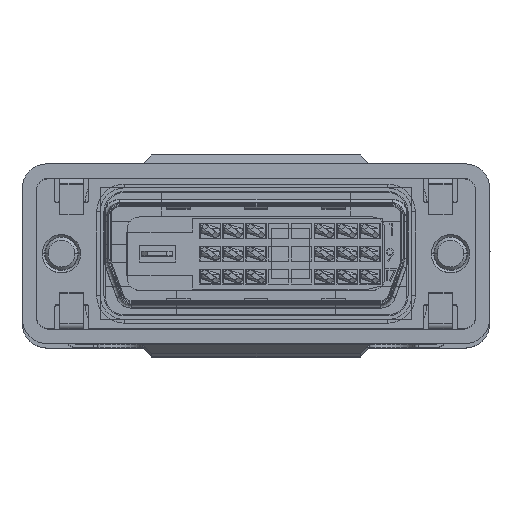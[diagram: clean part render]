
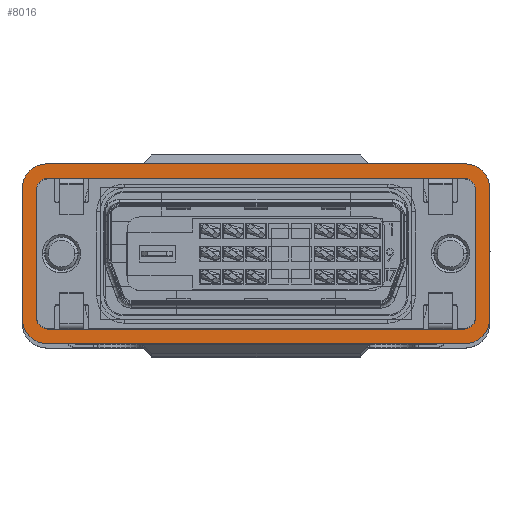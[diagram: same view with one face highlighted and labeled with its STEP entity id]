
A CAD part, top view. The second image highlights one B-rep face of the part: STEP entity #8016.
In plain terms, the highlighted face is planar.
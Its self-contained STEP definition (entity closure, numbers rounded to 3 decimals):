
#8016 = ADVANCED_FACE ( 'NONE', ( #53871, #53877 ), #59036, .T. ) ;
#15153 = DIRECTION ( 'NONE',  ( 1., 0., 0. ) ) ;
#15169 = CARTESIAN_POINT ( 'NONE',  ( 19.5, -7.5, 0. ) ) ;
#15754 = CARTESIAN_POINT ( 'NONE',  ( 19.5, 7.5, 0. ) ) ;
#15758 = DIRECTION ( 'NONE',  ( -1., 0., 0. ) ) ;
#15944 = CARTESIAN_POINT ( 'NONE',  ( 17.35, 6.3, 0. ) ) ;
#15951 = CARTESIAN_POINT ( 'NONE',  ( 17.35, 5.3, 0. ) ) ;
#15954 = DIRECTION ( 'NONE',  ( 0., 0., -1. ) ) ;
#15956 = DIRECTION ( 'NONE',  ( 1., 0., 0. ) ) ;
#15961 = DIRECTION ( 'NONE',  ( 1., 0., 0. ) ) ;
#15981 = CARTESIAN_POINT ( 'NONE',  ( -17.35, 5.3, 0. ) ) ;
#15984 = DIRECTION ( 'NONE',  ( 0., 0., -1. ) ) ;
#15987 = DIRECTION ( 'NONE',  ( 1., 0., 0. ) ) ;
#15991 = CARTESIAN_POINT ( 'NONE',  ( -18.35, -5.3, 0. ) ) ;
#15996 = DIRECTION ( 'NONE',  ( 0., 1., 0. ) ) ;
#16007 = CARTESIAN_POINT ( 'NONE',  ( 17.35, -6.3, 0. ) ) ;
#16014 = CARTESIAN_POINT ( 'NONE',  ( -17.35, -5.3, 0. ) ) ;
#16017 = DIRECTION ( 'NONE',  ( 0., 0., -1. ) ) ;
#16019 = DIRECTION ( 'NONE',  ( -1., 0., 0. ) ) ;
#16024 = DIRECTION ( 'NONE',  ( -1., 0., 0. ) ) ;
#16038 = CARTESIAN_POINT ( 'NONE',  ( 18.35, -5.3, 0. ) ) ;
#16045 = CARTESIAN_POINT ( 'NONE',  ( 17.35, -5.3, 0. ) ) ;
#16048 = DIRECTION ( 'NONE',  ( 0., 0., -1. ) ) ;
#16051 = DIRECTION ( 'NONE',  ( 1., 0., 0. ) ) ;
#16055 = DIRECTION ( 'NONE',  ( 0., -1., 0. ) ) ;
#16077 = CARTESIAN_POINT ( 'NONE',  ( 17.5, 5.5, 0. ) ) ;
#16080 = DIRECTION ( 'NONE',  ( 0., 0., -1. ) ) ;
#16082 = DIRECTION ( 'NONE',  ( -1., 0., 0. ) ) ;
#16087 = CARTESIAN_POINT ( 'NONE',  ( 19.5, 7.5, 0. ) ) ;
#16091 = DIRECTION ( 'NONE',  ( 0., 1., 0. ) ) ;
#16108 = CARTESIAN_POINT ( 'NONE',  ( 17.5, -5.5, 0. ) ) ;
#16111 = DIRECTION ( 'NONE',  ( 0., 0., -1. ) ) ;
#16114 = DIRECTION ( 'NONE',  ( -1., 0., 0. ) ) ;
#16125 = CARTESIAN_POINT ( 'NONE',  ( -17.5, -5.5, 0. ) ) ;
#16128 = DIRECTION ( 'NONE',  ( 0., 0., -1. ) ) ;
#16131 = DIRECTION ( 'NONE',  ( -1., 0., 0. ) ) ;
#16135 = CARTESIAN_POINT ( 'NONE',  ( -19.5, 7.5, 0. ) ) ;
#16140 = DIRECTION ( 'NONE',  ( 0., -1., 0. ) ) ;
#16158 = CARTESIAN_POINT ( 'NONE',  ( -17.5, 5.5, 0. ) ) ;
#16161 = DIRECTION ( 'NONE',  ( 0., 0., -1. ) ) ;
#16163 = DIRECTION ( 'NONE',  ( -1., 0., 0. ) ) ;
#16590 = VERTEX_POINT ( 'NONE', #79510 ) ;
#16617 = VERTEX_POINT ( 'NONE', #79583 ) ;
#16703 = VERTEX_POINT ( 'NONE', #79819 ) ;
#16707 = VERTEX_POINT ( 'NONE', #79827 ) ;
#16710 = VERTEX_POINT ( 'NONE', #79836 ) ;
#16716 = VERTEX_POINT ( 'NONE', #79852 ) ;
#16734 = VERTEX_POINT ( 'NONE', #79901 ) ;
#16736 = VERTEX_POINT ( 'NONE', #80817 ) ;
#16739 = VERTEX_POINT ( 'NONE', #80825 ) ;
#16743 = VERTEX_POINT ( 'NONE', #80833 ) ;
#16746 = VERTEX_POINT ( 'NONE', #80841 ) ;
#16752 = VERTEX_POINT ( 'NONE', #80858 ) ;
#16754 = VERTEX_POINT ( 'NONE', #80866 ) ;
#16761 = VERTEX_POINT ( 'NONE', #80882 ) ;
#16945 = VERTEX_POINT ( 'NONE', #83113 ) ;
#16948 = VERTEX_POINT ( 'NONE', #83108 ) ;
#17681 = LINE ( 'NONE', #15169, #17687 ) ;
#17687 = VECTOR ( 'NONE', #15153, 1000. ) ;
#17998 = LINE ( 'NONE', #15754, #18006 ) ;
#18006 = VECTOR ( 'NONE', #15758, 1000. ) ;
#18118 = CIRCLE ( 'NONE', #74865, 1. ) ;
#18124 = LINE ( 'NONE', #15944, #18136 ) ;
#18133 = CIRCLE ( 'NONE', #74866, 1. ) ;
#18136 = VECTOR ( 'NONE', #15961, 1000. ) ;
#18147 = LINE ( 'NONE', #15991, #18156 ) ;
#18156 = VECTOR ( 'NONE', #15996, 1000. ) ;
#18159 = CIRCLE ( 'NONE', #74867, 1. ) ;
#18164 = LINE ( 'NONE', #16007, #18176 ) ;
#18176 = VECTOR ( 'NONE', #16024, 1000. ) ;
#18179 = CIRCLE ( 'NONE', #74868, 1. ) ;
#18184 = LINE ( 'NONE', #16038, #18196 ) ;
#18193 = CIRCLE ( 'NONE', #74869, 2. ) ;
#18196 = VECTOR ( 'NONE', #16055, 1000. ) ;
#18207 = LINE ( 'NONE', #16087, #18216 ) ;
#18216 = VECTOR ( 'NONE', #16091, 1000. ) ;
#18219 = CIRCLE ( 'NONE', #74870, 2. ) ;
#18228 = CIRCLE ( 'NONE', #74871, 2. ) ;
#18236 = LINE ( 'NONE', #16135, #18245 ) ;
#18242 = CIRCLE ( 'NONE', #74872, 2. ) ;
#18245 = VECTOR ( 'NONE', #16140, 1000. ) ;
#20789 = EDGE_CURVE ( 'NONE', #16948, #16945, #17681, .T. ) ;
#20886 = EDGE_CURVE ( 'NONE', #16703, #16707, #17998, .T. ) ;
#20920 = EDGE_CURVE ( 'NONE', #16716, #16710, #18118, .T. ) ;
#20923 = EDGE_CURVE ( 'NONE', #16617, #16716, #18124, .T. ) ;
#20926 = EDGE_CURVE ( 'NONE', #16736, #16617, #18133, .T. ) ;
#20930 = EDGE_CURVE ( 'NONE', #16590, #16736, #18147, .T. ) ;
#20932 = EDGE_CURVE ( 'NONE', #16734, #16590, #18159, .T. ) ;
#20934 = EDGE_CURVE ( 'NONE', #16739, #16734, #18164, .T. ) ;
#20938 = EDGE_CURVE ( 'NONE', #16746, #16739, #18179, .T. ) ;
#20941 = EDGE_CURVE ( 'NONE', #16710, #16746, #18184, .T. ) ;
#20943 = EDGE_CURVE ( 'NONE', #16703, #16754, #18193, .T. ) ;
#20946 = EDGE_CURVE ( 'NONE', #16752, #16754, #18207, .T. ) ;
#20949 = EDGE_CURVE ( 'NONE', #16752, #16945, #18219, .T. ) ;
#20952 = EDGE_CURVE ( 'NONE', #16948, #16743, #18228, .T. ) ;
#20956 = EDGE_CURVE ( 'NONE', #16761, #16743, #18236, .T. ) ;
#20958 = EDGE_CURVE ( 'NONE', #16761, #16707, #18242, .T. ) ;
#27340 = ORIENTED_EDGE ( 'NONE', *, *, #20920, .F. ) ;
#27344 = ORIENTED_EDGE ( 'NONE', *, *, #20923, .F. ) ;
#27347 = ORIENTED_EDGE ( 'NONE', *, *, #20926, .F. ) ;
#27350 = ORIENTED_EDGE ( 'NONE', *, *, #20930, .F. ) ;
#27353 = ORIENTED_EDGE ( 'NONE', *, *, #20932, .F. ) ;
#27356 = ORIENTED_EDGE ( 'NONE', *, *, #20934, .F. ) ;
#27359 = ORIENTED_EDGE ( 'NONE', *, *, #20938, .F. ) ;
#27363 = ORIENTED_EDGE ( 'NONE', *, *, #20941, .F. ) ;
#27366 = ORIENTED_EDGE ( 'NONE', *, *, #20886, .F. ) ;
#27369 = ORIENTED_EDGE ( 'NONE', *, *, #20943, .T. ) ;
#27372 = ORIENTED_EDGE ( 'NONE', *, *, #20946, .F. ) ;
#27375 = ORIENTED_EDGE ( 'NONE', *, *, #20949, .T. ) ;
#27378 = ORIENTED_EDGE ( 'NONE', *, *, #20789, .F. ) ;
#27382 = ORIENTED_EDGE ( 'NONE', *, *, #20952, .T. ) ;
#27385 = ORIENTED_EDGE ( 'NONE', *, *, #20956, .F. ) ;
#27388 = ORIENTED_EDGE ( 'NONE', *, *, #20958, .T. ) ;
#43034 = EDGE_LOOP ( 'NONE', ( #27340, #27344, #27347, #27350, #27353, #27356, #27359, #27363 ) ) ;
#43035 = EDGE_LOOP ( 'NONE', ( #27366, #27369, #27372, #27375, #27378, #27382, #27385, #27388 ) ) ;
#50561 = AXIS2_PLACEMENT_3D ( 'NONE', #59034, #59032, #59038 ) ;
#53871 = FACE_BOUND ( 'NONE', #43034, .T. ) ;
#53877 = FACE_OUTER_BOUND ( 'NONE', #43035, .T. ) ;
#59032 = DIRECTION ( 'NONE',  ( 0., 0., -1. ) ) ;
#59034 = CARTESIAN_POINT ( 'NONE',  ( 19.5, -7.5, 0. ) ) ;
#59036 = PLANE ( 'NONE',  #50561 ) ;
#59038 = DIRECTION ( 'NONE',  ( -1., 0., 0. ) ) ;
#74865 = AXIS2_PLACEMENT_3D ( 'NONE', #15951, #15954, #15956 ) ;
#74866 = AXIS2_PLACEMENT_3D ( 'NONE', #15981, #15984, #15987 ) ;
#74867 = AXIS2_PLACEMENT_3D ( 'NONE', #16014, #16017, #16019 ) ;
#74868 = AXIS2_PLACEMENT_3D ( 'NONE', #16045, #16048, #16051 ) ;
#74869 = AXIS2_PLACEMENT_3D ( 'NONE', #16077, #16080, #16082 ) ;
#74870 = AXIS2_PLACEMENT_3D ( 'NONE', #16108, #16111, #16114 ) ;
#74871 = AXIS2_PLACEMENT_3D ( 'NONE', #16125, #16128, #16131 ) ;
#74872 = AXIS2_PLACEMENT_3D ( 'NONE', #16158, #16161, #16163 ) ;
#79510 = CARTESIAN_POINT ( 'NONE',  ( -18.35, -5.3, 0. ) ) ;
#79583 = CARTESIAN_POINT ( 'NONE',  ( -17.35, 6.3, 0. ) ) ;
#79819 = CARTESIAN_POINT ( 'NONE',  ( 17.5, 7.5, 0. ) ) ;
#79827 = CARTESIAN_POINT ( 'NONE',  ( -17.5, 7.5, 0. ) ) ;
#79836 = CARTESIAN_POINT ( 'NONE',  ( 18.35, 5.3, 0. ) ) ;
#79852 = CARTESIAN_POINT ( 'NONE',  ( 17.35, 6.3, 0. ) ) ;
#79901 = CARTESIAN_POINT ( 'NONE',  ( -17.35, -6.3, 0. ) ) ;
#80817 = CARTESIAN_POINT ( 'NONE',  ( -18.35, 5.3, 0. ) ) ;
#80825 = CARTESIAN_POINT ( 'NONE',  ( 17.35, -6.3, 0. ) ) ;
#80833 = CARTESIAN_POINT ( 'NONE',  ( -19.5, -5.5, 0. ) ) ;
#80841 = CARTESIAN_POINT ( 'NONE',  ( 18.35, -5.3, 0. ) ) ;
#80858 = CARTESIAN_POINT ( 'NONE',  ( 19.5, -5.5, 0. ) ) ;
#80866 = CARTESIAN_POINT ( 'NONE',  ( 19.5, 5.5, 0. ) ) ;
#80882 = CARTESIAN_POINT ( 'NONE',  ( -19.5, 5.5, 0. ) ) ;
#83108 = CARTESIAN_POINT ( 'NONE',  ( -17.5, -7.5, 0. ) ) ;
#83113 = CARTESIAN_POINT ( 'NONE',  ( 17.5, -7.5, 0. ) ) ;
